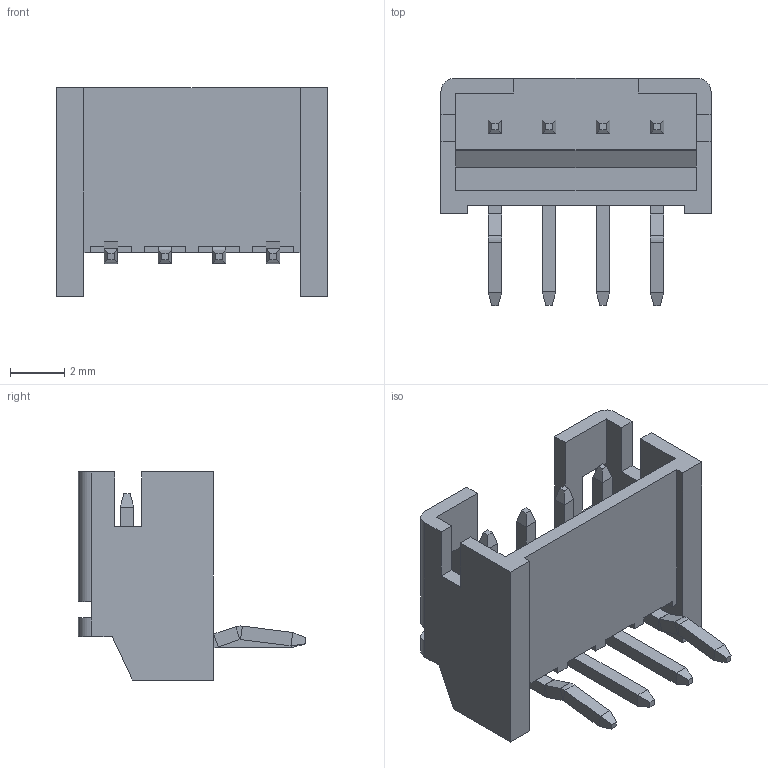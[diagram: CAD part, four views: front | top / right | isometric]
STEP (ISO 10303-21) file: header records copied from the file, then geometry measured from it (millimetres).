
FILE_DESCRIPTION(('FreeCAD Model'),'2;1');
FILE_NAME('Open CASCADE Shape Model','2022-01-02T16:23:30',('Author'),( ''),'Open CASCADE STEP processor 7.5','FreeCAD','Unknown');
FILE_SCHEMA(('AUTOMOTIVE_DESIGN { 1 0 10303 214 1 1 1 1 }'));
Length unit declared in the file: millimetre
Products named in the file (6): 140-504-415-000; RA Housing_504; RA Contact_Kink; RA Contact_Str; RA Contact_Str001; RA Contact_Kink001
Assembly tree (5 placements, depth 2):
  140-504-415-000
    RA Housing_504
    RA Contact_Kink
    RA Contact_Str
    RA Contact_Str001
    RA Contact_Kink001
Bounding box: 10 x 8.41 x 7.7 mm (x, y, z)
Volume: 138.9 mm3; surface area: 504.1 mm2
Topology: 5 solids, 5 shells, 199 faces, 473 edges, 282 vertices
Faces by surface type: plane 179, cylinder 20
Entity records: 12832 total; most frequent: CARTESIAN_POINT 2002, DIRECTION 1853, LINE 1339, VECTOR 1339, ORIENTED_EDGE 946, PCURVE 946, DEFINITIONAL_REPRESENTATION 946, EDGE_CURVE 473
